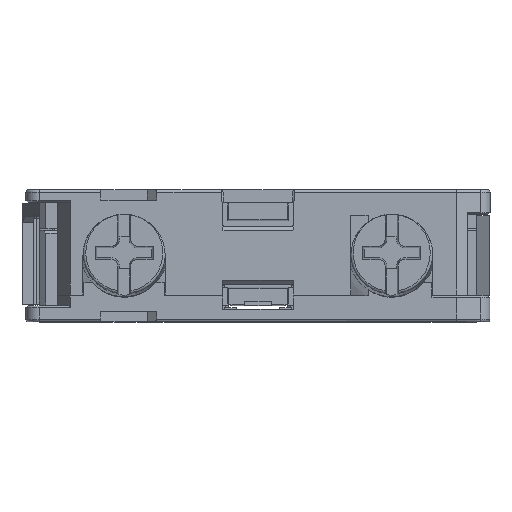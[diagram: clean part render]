
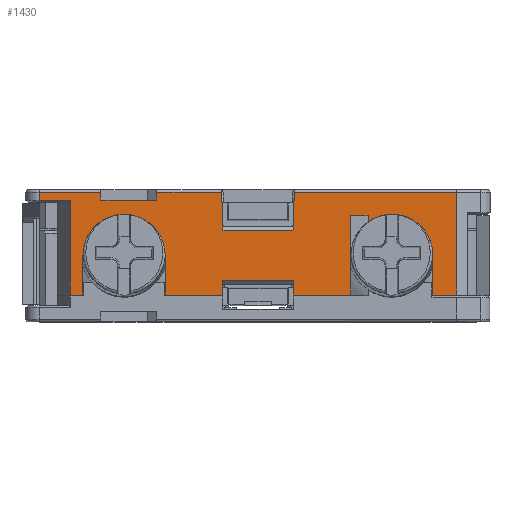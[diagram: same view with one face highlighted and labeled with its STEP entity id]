
A CAD part, top view. The second image highlights one B-rep face of the part: STEP entity #1430.
In plain terms, the highlighted planar face has unit normal (0, 0, 1).
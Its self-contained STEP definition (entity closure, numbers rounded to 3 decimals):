
#915=CIRCLE('',#18791,3.1);
#916=CIRCLE('',#18792,3.1);
#1430=ADVANCED_FACE('',(#2630),#2024,.T.);
#2024=PLANE('',#18793);
#2630=FACE_OUTER_BOUND('',#3380,.T.);
#3380=EDGE_LOOP('',(#6501,#6502,#6503,#6504,#6505,#6506,#6507,#6508,#6509,
#6510,#6511,#6512,#6513,#6514,#6515,#6516,#6517,#6518,#6519,#6520,#6521,
#6522,#6523,#6524,#6525,#6526,#6527,#6528));
#6501=ORIENTED_EDGE('',*,*,#12338,.T.);
#6502=ORIENTED_EDGE('',*,*,#12240,.T.);
#6503=ORIENTED_EDGE('',*,*,#12339,.T.);
#6504=ORIENTED_EDGE('',*,*,#12340,.F.);
#6505=ORIENTED_EDGE('',*,*,#12341,.F.);
#6506=ORIENTED_EDGE('',*,*,#12342,.F.);
#6507=ORIENTED_EDGE('',*,*,#12343,.T.);
#6508=ORIENTED_EDGE('',*,*,#12344,.T.);
#6509=ORIENTED_EDGE('',*,*,#12345,.T.);
#6510=ORIENTED_EDGE('',*,*,#12346,.T.);
#6511=ORIENTED_EDGE('',*,*,#12347,.T.);
#6512=ORIENTED_EDGE('',*,*,#12348,.T.);
#6513=ORIENTED_EDGE('',*,*,#12349,.T.);
#6514=ORIENTED_EDGE('',*,*,#12350,.F.);
#6515=ORIENTED_EDGE('',*,*,#12351,.T.);
#6516=ORIENTED_EDGE('',*,*,#12352,.T.);
#6517=ORIENTED_EDGE('',*,*,#12353,.T.);
#6518=ORIENTED_EDGE('',*,*,#12354,.T.);
#6519=ORIENTED_EDGE('',*,*,#12355,.T.);
#6520=ORIENTED_EDGE('',*,*,#12356,.T.);
#6521=ORIENTED_EDGE('',*,*,#12357,.T.);
#6522=ORIENTED_EDGE('',*,*,#12358,.T.);
#6523=ORIENTED_EDGE('',*,*,#12359,.T.);
#6524=ORIENTED_EDGE('',*,*,#12360,.F.);
#6525=ORIENTED_EDGE('',*,*,#12361,.T.);
#6526=ORIENTED_EDGE('',*,*,#12362,.F.);
#6527=ORIENTED_EDGE('',*,*,#12363,.T.);
#6528=ORIENTED_EDGE('',*,*,#12364,.F.);
#9654=VERTEX_POINT('',#28584);
#9655=VERTEX_POINT('',#28586);
#9732=VERTEX_POINT('',#28798);
#9734=VERTEX_POINT('',#28805);
#9735=VERTEX_POINT('',#28807);
#9736=VERTEX_POINT('',#28809);
#9737=VERTEX_POINT('',#28811);
#9738=VERTEX_POINT('',#28813);
#9739=VERTEX_POINT('',#28815);
#9740=VERTEX_POINT('',#28817);
#9741=VERTEX_POINT('',#28819);
#9742=VERTEX_POINT('',#28821);
#9743=VERTEX_POINT('',#28823);
#9744=VERTEX_POINT('',#28825);
#9745=VERTEX_POINT('',#28827);
#9746=VERTEX_POINT('',#28829);
#9747=VERTEX_POINT('',#28831);
#9748=VERTEX_POINT('',#28833);
#9749=VERTEX_POINT('',#28835);
#9750=VERTEX_POINT('',#28837);
#9751=VERTEX_POINT('',#28839);
#9752=VERTEX_POINT('',#28841);
#9753=VERTEX_POINT('',#28843);
#9754=VERTEX_POINT('',#28845);
#9755=VERTEX_POINT('',#28847);
#9756=VERTEX_POINT('',#28849);
#9757=VERTEX_POINT('',#28851);
#9758=VERTEX_POINT('',#28853);
#12240=EDGE_CURVE('',#9655,#9654,#14725,.T.);
#12338=EDGE_CURVE('',#9732,#9655,#14807,.T.);
#12339=EDGE_CURVE('',#9654,#9734,#14808,.T.);
#12340=EDGE_CURVE('',#9735,#9734,#14809,.T.);
#12341=EDGE_CURVE('',#9736,#9735,#14810,.T.);
#12342=EDGE_CURVE('',#9737,#9736,#14811,.T.);
#12343=EDGE_CURVE('',#9737,#9738,#14812,.T.);
#12344=EDGE_CURVE('',#9738,#9739,#14813,.T.);
#12345=EDGE_CURVE('',#9739,#9740,#14814,.T.);
#12346=EDGE_CURVE('',#9740,#9741,#915,.T.);
#12347=EDGE_CURVE('',#9741,#9742,#14815,.T.);
#12348=EDGE_CURVE('',#9742,#9743,#14816,.T.);
#12349=EDGE_CURVE('',#9743,#9744,#14817,.T.);
#12350=EDGE_CURVE('',#9745,#9744,#14818,.T.);
#12351=EDGE_CURVE('',#9745,#9746,#14819,.T.);
#12352=EDGE_CURVE('',#9746,#9747,#14820,.T.);
#12353=EDGE_CURVE('',#9747,#9748,#14821,.T.);
#12354=EDGE_CURVE('',#9748,#9749,#14822,.T.);
#12355=EDGE_CURVE('',#9749,#9750,#14823,.T.);
#12356=EDGE_CURVE('',#9750,#9751,#916,.T.);
#12357=EDGE_CURVE('',#9751,#9752,#14824,.T.);
#12358=EDGE_CURVE('',#9752,#9753,#14825,.T.);
#12359=EDGE_CURVE('',#9753,#9754,#14826,.T.);
#12360=EDGE_CURVE('',#9755,#9754,#14827,.T.);
#12361=EDGE_CURVE('',#9755,#9756,#14828,.T.);
#12362=EDGE_CURVE('',#9757,#9756,#14829,.T.);
#12363=EDGE_CURVE('',#9757,#9758,#14830,.T.);
#12364=EDGE_CURVE('',#9732,#9758,#14831,.T.);
#14725=LINE('',#28585,#17067);
#14807=LINE('',#28802,#17149);
#14808=LINE('',#28804,#17150);
#14809=LINE('',#28806,#17151);
#14810=LINE('',#28808,#17152);
#14811=LINE('',#28810,#17153);
#14812=LINE('',#28812,#17154);
#14813=LINE('',#28814,#17155);
#14814=LINE('',#28816,#17156);
#14815=LINE('',#28820,#17157);
#14816=LINE('',#28822,#17158);
#14817=LINE('',#28824,#17159);
#14818=LINE('',#28826,#17160);
#14819=LINE('',#28828,#17161);
#14820=LINE('',#28830,#17162);
#14821=LINE('',#28832,#17163);
#14822=LINE('',#28834,#17164);
#14823=LINE('',#28836,#17165);
#14824=LINE('',#28840,#17166);
#14825=LINE('',#28842,#17167);
#14826=LINE('',#28844,#17168);
#14827=LINE('',#28846,#17169);
#14828=LINE('',#28848,#17170);
#14829=LINE('',#28850,#17171);
#14830=LINE('',#28852,#17172);
#14831=LINE('',#28854,#17173);
#17067=VECTOR('',#22022,1.);
#17149=VECTOR('',#22188,1.);
#17150=VECTOR('',#22191,1.);
#17151=VECTOR('',#22192,1.);
#17152=VECTOR('',#22193,1.);
#17153=VECTOR('',#22194,1.);
#17154=VECTOR('',#22195,1.);
#17155=VECTOR('',#22196,1.);
#17156=VECTOR('',#22197,1.);
#17157=VECTOR('',#22200,1.);
#17158=VECTOR('',#22201,1.);
#17159=VECTOR('',#22202,1.);
#17160=VECTOR('',#22203,1.);
#17161=VECTOR('',#22204,1.);
#17162=VECTOR('',#22205,1.);
#17163=VECTOR('',#22206,1.);
#17164=VECTOR('',#22207,1.);
#17165=VECTOR('',#22208,1.);
#17166=VECTOR('',#22211,1.);
#17167=VECTOR('',#22212,1.);
#17168=VECTOR('',#22213,1.);
#17169=VECTOR('',#22214,1.);
#17170=VECTOR('',#22215,1.);
#17171=VECTOR('',#22216,1.);
#17172=VECTOR('',#22217,1.);
#17173=VECTOR('',#22218,1.);
#18791=AXIS2_PLACEMENT_3D('',#28818,#22198,#22199);
#18792=AXIS2_PLACEMENT_3D('',#28838,#22209,#22210);
#18793=AXIS2_PLACEMENT_3D('',#28855,#22219,#22220);
#22022=DIRECTION('',(-1.,0.,0.));
#22188=DIRECTION('',(0.,-1.,0.));
#22191=DIRECTION('',(0.,1.,0.));
#22192=DIRECTION('',(1.,0.,0.));
#22193=DIRECTION('',(0.,1.,0.));
#22194=DIRECTION('',(-1.,0.,0.));
#22195=DIRECTION('',(0.,-1.,0.));
#22196=DIRECTION('',(1.,0.,0.));
#22197=DIRECTION('',(0.,1.,0.));
#22198=DIRECTION('',(0.,0.,-1.));
#22199=DIRECTION('',(1.,0.,0.));
#22200=DIRECTION('',(0.,-1.,0.));
#22201=DIRECTION('',(1.,0.,0.));
#22202=DIRECTION('',(0.,1.,0.));
#22203=DIRECTION('',(-1.,0.,0.));
#22204=DIRECTION('',(0.,-1.,0.));
#22205=DIRECTION('',(1.,0.,0.));
#22206=DIRECTION('',(0.,1.,0.));
#22207=DIRECTION('',(1.,0.,0.));
#22208=DIRECTION('',(0.,-1.,0.));
#22209=DIRECTION('',(0.,0.,-1.));
#22210=DIRECTION('',(-1.,0.,0.));
#22211=DIRECTION('',(0.,-1.,0.));
#22212=DIRECTION('',(1.,0.,0.));
#22213=DIRECTION('',(0.,1.,0.));
#22214=DIRECTION('',(1.,0.,0.));
#22215=DIRECTION('',(-0.035,-0.999,0.));
#22216=DIRECTION('',(1.,0.,0.));
#22217=DIRECTION('',(-0.035,0.999,0.));
#22218=DIRECTION('',(1.,0.,0.));
#22219=DIRECTION('',(0.,0.,1.));
#22220=DIRECTION('',(0.,1.,0.));
#28584=CARTESIAN_POINT('',(-11.675,3.175,22.5));
#28585=CARTESIAN_POINT('',(-12.071,3.175,22.5));
#28586=CARTESIAN_POINT('',(-7.46,3.175,22.5));
#28798=CARTESIAN_POINT('',(-7.46,3.775,22.5));
#28802=CARTESIAN_POINT('',(-7.46,4.,22.5));
#28804=CARTESIAN_POINT('',(-11.675,4.025,22.5));
#28805=CARTESIAN_POINT('',(-11.675,3.775,22.5));
#28806=CARTESIAN_POINT('',(-8.075,3.775,22.5));
#28807=CARTESIAN_POINT('',(-16.325,3.775,22.5));
#28808=CARTESIAN_POINT('',(-16.325,4.025,22.5));
#28809=CARTESIAN_POINT('',(-16.325,3.14,22.5));
#28810=CARTESIAN_POINT('',(-15.778,3.14,22.5));
#28811=CARTESIAN_POINT('',(-13.972,3.14,22.5));
#28812=CARTESIAN_POINT('',(-13.972,0.025,22.5));
#28813=CARTESIAN_POINT('',(-13.972,-3.975,22.5));
#28814=CARTESIAN_POINT('',(-16.325,-3.975,22.5));
#28815=CARTESIAN_POINT('',(-13.025,-3.975,22.5));
#28816=CARTESIAN_POINT('',(-13.025,0.025,22.5));
#28817=CARTESIAN_POINT('',(-13.025,-0.975,22.5));
#28818=CARTESIAN_POINT('',(-9.925,-0.975,22.5));
#28819=CARTESIAN_POINT('',(-6.825,-0.975,22.5));
#28820=CARTESIAN_POINT('',(-6.825,1.525,22.5));
#28821=CARTESIAN_POINT('',(-6.825,-3.975,22.5));
#28822=CARTESIAN_POINT('',(-16.325,-3.975,22.5));
#28823=CARTESIAN_POINT('',(-2.475,-3.975,22.5));
#28824=CARTESIAN_POINT('',(-2.475,-0.975,22.5));
#28825=CARTESIAN_POINT('',(-2.475,-2.875,22.5));
#28826=CARTESIAN_POINT('',(-8.075,-2.875,22.5));
#28827=CARTESIAN_POINT('',(2.825,-2.875,22.5));
#28828=CARTESIAN_POINT('',(2.825,-0.975,22.5));
#28829=CARTESIAN_POINT('',(2.825,-3.975,22.5));
#28830=CARTESIAN_POINT('',(-16.325,-3.975,22.5));
#28831=CARTESIAN_POINT('',(7.175,-3.975,22.5));
#28832=CARTESIAN_POINT('',(7.175,1.525,22.5));
#28833=CARTESIAN_POINT('',(7.175,2.025,22.5));
#28834=CARTESIAN_POINT('',(-3.925,2.025,22.5));
#28835=CARTESIAN_POINT('',(8.475,2.025,22.5));
#28836=CARTESIAN_POINT('',(8.475,0.025,22.5));
#28837=CARTESIAN_POINT('',(8.475,1.549,22.5));
#28838=CARTESIAN_POINT('',(10.275,-0.975,22.5));
#28839=CARTESIAN_POINT('',(13.375,-0.975,22.5));
#28840=CARTESIAN_POINT('',(13.375,0.025,22.5));
#28841=CARTESIAN_POINT('',(13.375,-3.975,22.5));
#28842=CARTESIAN_POINT('',(-16.325,-3.975,22.5));
#28843=CARTESIAN_POINT('',(15.175,-3.975,22.5));
#28844=CARTESIAN_POINT('',(15.175,0.025,22.5));
#28845=CARTESIAN_POINT('',(15.175,3.775,22.5));
#28846=CARTESIAN_POINT('',(-8.075,3.775,22.5));
#28847=CARTESIAN_POINT('',(2.914,3.775,22.5));
#28848=CARTESIAN_POINT('',(2.911,3.688,22.5));
#28849=CARTESIAN_POINT('',(2.815,0.925,22.5));
#28850=CARTESIAN_POINT('',(-8.075,0.925,22.5));
#28851=CARTESIAN_POINT('',(-2.465,0.925,22.5));
#28852=CARTESIAN_POINT('',(-2.581,4.264,22.5));
#28853=CARTESIAN_POINT('',(-2.564,3.775,22.5));
#28854=CARTESIAN_POINT('',(-8.075,3.775,22.5));
#28855=CARTESIAN_POINT('',(-16.325,4.025,22.5));
